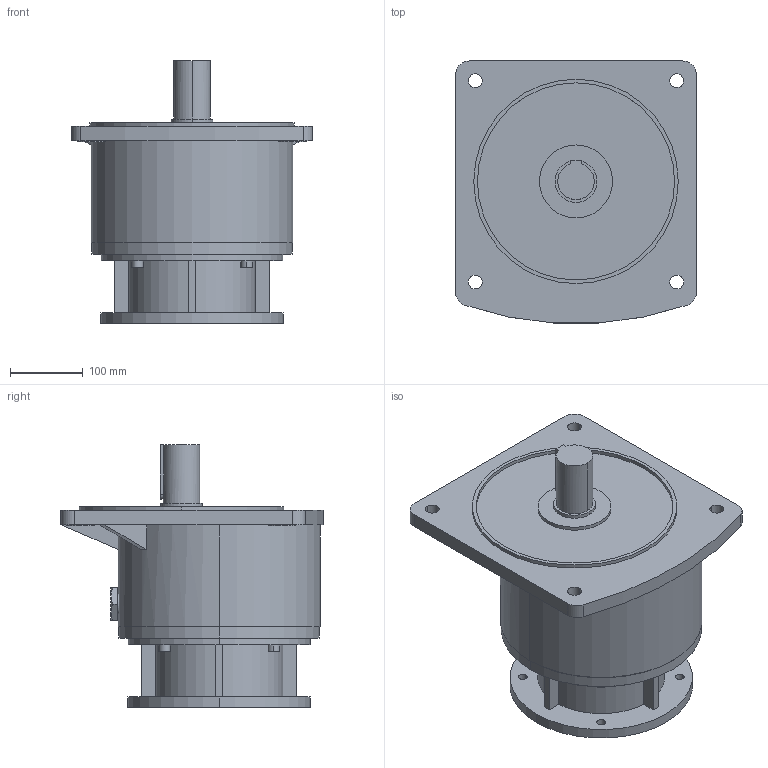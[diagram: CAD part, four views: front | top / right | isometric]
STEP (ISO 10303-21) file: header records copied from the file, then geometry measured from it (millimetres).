
FILE_DESCRIPTION (( 'STEP AP214' ), '1' );
FILE_NAME ('STP_50_2200W 3HP_A楊擘_VO梓袧_2.step', '2021-12-06T08:27:09', ( 'IT Division' ), ( 'IT' ), 'SwSTEP 2.0', 'SolidWorks 2016', '' );
FILE_SCHEMA (( 'AUTOMOTIVE_DESIGN' ));
Length unit declared in the file: millimetre
Products named in the file (1): STP_50_2200W 3HP_A楊擘_VO梓袧_2
Bounding box: 330 x 358.98 x 360 mm (x, y, z)
Volume: 14787609.6 mm3; surface area: 571728.3 mm2
Topology: 2 solids, 2 shells, 180 faces, 432 edges, 282 vertices
Faces by surface type: plane 96, cylinder 70, torus 8, cone 6
Entity records: 5678 total; most frequent: CARTESIAN_POINT 1023, DIRECTION 949, ORIENTED_EDGE 864, EDGE_CURVE 432, AXIS2_PLACEMENT_3D 350, VERTEX_POINT 282, LINE 249, VECTOR 249
